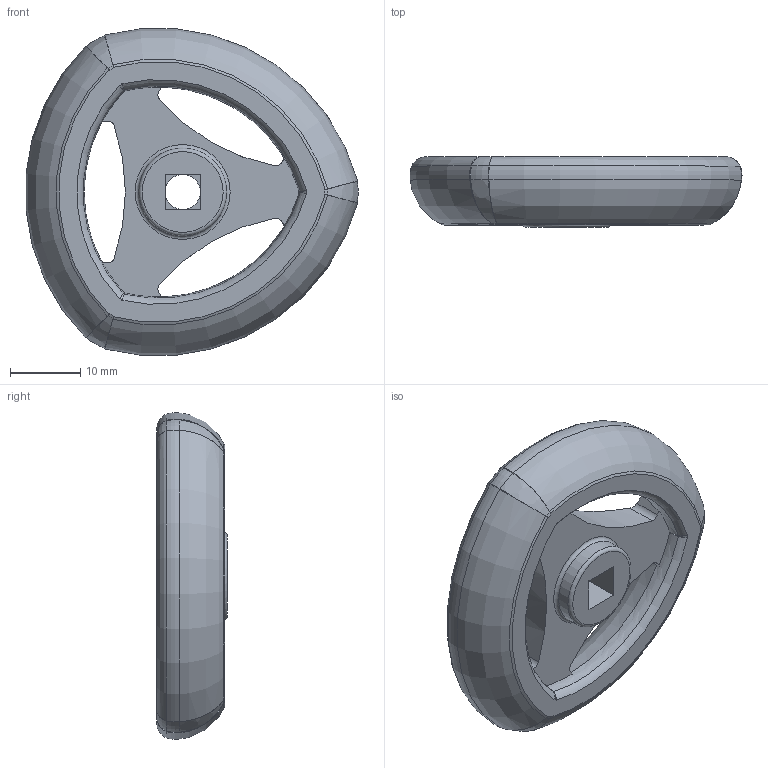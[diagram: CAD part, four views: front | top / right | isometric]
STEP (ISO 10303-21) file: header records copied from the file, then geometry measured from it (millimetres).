
FILE_DESCRIPTION( ( 'STEP AP214' ), '1' );
FILE_NAME( 'K0275.050051.stp', '2020-11-27T11:29:46', ( '' ), ( '' ), ' ', 'PARTsolutions', ' ' );
FILE_SCHEMA( ( 'AUTOMOTIVE_DESIGN { 1 0 10303 214 1 1 1 1 }' ) );
Length unit declared in the file: millimetre
Products named in the file (1): _K0275.050051
Bounding box: 47.24 x 10.01 x 46.45 mm (x, y, z)
Volume: 9676.9 mm3; surface area: 4902.4 mm2
Topology: 1 solids, 1 shells, 104 faces, 312 edges, 206 vertices
Faces by surface type: plane 42, torus 41, cylinder 11, bspline 10
Full cylindrical faces by diameter (mm): 5 x1, 12.5 x1
Entity records: 4816 total; most frequent: CARTESIAN_POINT 1241, ORIENTED_EDGE 610, DIRECTION 562, EDGE_CURVE 305, AXIS2_PLACEMENT_3D 252, VERTEX_POINT 205, CIRCLE 157, EDGE_LOOP 113
